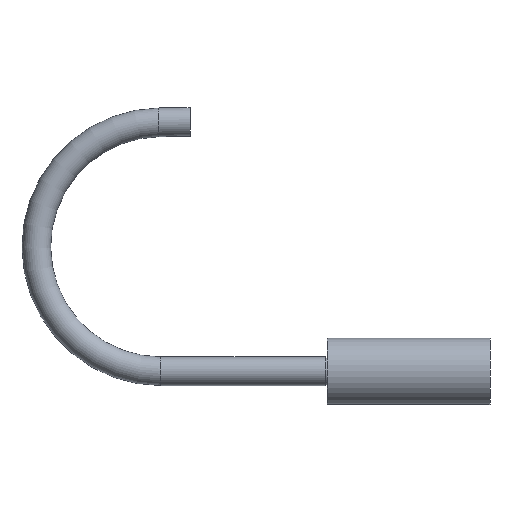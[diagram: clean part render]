
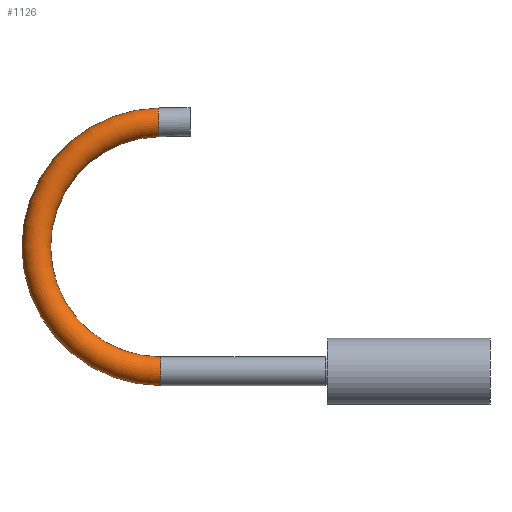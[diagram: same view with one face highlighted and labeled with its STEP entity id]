
A CAD part, left-side view. The second image highlights one B-rep face of the part: STEP entity #1126.
In plain terms, the highlighted toroidal (fillet/blend) face has major radius 82.5 mm and minor radius 9.5 mm.
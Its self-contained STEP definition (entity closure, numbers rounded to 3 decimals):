
#92 = CIRCLE ( 'NONE', #1570, 73. ) ;
#117 = CARTESIAN_POINT ( 'NONE',  ( 0., 109., 82.5 ) ) ;
#185 = CARTESIAN_POINT ( 'NONE',  ( 0., 109., 82.5 ) ) ;
#191 = DIRECTION ( 'NONE',  ( 0., 1., 0. ) ) ;
#287 = CIRCLE ( 'NONE', #2115, 9.5 ) ;
#331 = VERTEX_POINT ( 'NONE', #1838 ) ;
#347 = CARTESIAN_POINT ( 'NONE',  ( 0., 110.606, 174.486 ) ) ;
#393 = ORIENTED_EDGE ( 'NONE', *, *, #979, .F. ) ;
#486 = DIRECTION ( 'NONE',  ( 0., -1., 0.017 ) ) ;
#532 = VERTEX_POINT ( 'NONE', #347 ) ;
#537 = CIRCLE ( 'NONE', #1381, 9.5 ) ;
#554 = CIRCLE ( 'NONE', #1019, 92. ) ;
#565 = CARTESIAN_POINT ( 'NONE',  ( 0., 109., 82.5 ) ) ;
#651 = DIRECTION ( 'NONE',  ( 0., 0., -1. ) ) ;
#691 = EDGE_LOOP ( 'NONE', ( #393, #1085, #1444, #1574 ) ) ;
#725 = DIRECTION ( 'NONE',  ( 0., 0., -1. ) ) ;
#804 = DIRECTION ( 'NONE',  ( 1., 0., 0. ) ) ;
#969 = VERTEX_POINT ( 'NONE', #1824 ) ;
#978 = DIRECTION ( 'NONE',  ( 1., 0., 0. ) ) ;
#979 = EDGE_CURVE ( 'NONE', #969, #532, #554, .T. ) ;
#1019 = AXIS2_PLACEMENT_3D ( 'NONE', #565, #1857, #725 ) ;
#1085 = ORIENTED_EDGE ( 'NONE', *, *, #1463, .T. ) ;
#1126 = ADVANCED_FACE ( 'NONE', ( #1898 ), #1552, .T. ) ;
#1132 = CARTESIAN_POINT ( 'NONE',  ( 0., 110.274, 155.489 ) ) ;
#1147 = EDGE_CURVE ( 'NONE', #331, #1156, #92, .T. ) ;
#1156 = VERTEX_POINT ( 'NONE', #1132 ) ;
#1164 = DIRECTION ( 'NONE',  ( 0., 0., 1. ) ) ;
#1336 = CARTESIAN_POINT ( 'NONE',  ( 0., 109., 0. ) ) ;
#1381 = AXIS2_PLACEMENT_3D ( 'NONE', #1336, #191, #1164 ) ;
#1444 = ORIENTED_EDGE ( 'NONE', *, *, #1147, .T. ) ;
#1449 = DIRECTION ( 'NONE',  ( 0., -0.017, -1. ) ) ;
#1463 = EDGE_CURVE ( 'NONE', #969, #331, #537, .T. ) ;
#1552 = TOROIDAL_SURFACE ( 'NONE', #1680, 82.5, 9.5 ) ;
#1570 = AXIS2_PLACEMENT_3D ( 'NONE', #185, #978, #1952 ) ;
#1574 = ORIENTED_EDGE ( 'NONE', *, *, #1961, .F. ) ;
#1609 = CARTESIAN_POINT ( 'NONE',  ( 0., 110.44, 164.987 ) ) ;
#1680 = AXIS2_PLACEMENT_3D ( 'NONE', #117, #804, #651 ) ;
#1824 = CARTESIAN_POINT ( 'NONE',  ( 0., 109., -9.5 ) ) ;
#1838 = CARTESIAN_POINT ( 'NONE',  ( 0., 109., 9.5 ) ) ;
#1857 = DIRECTION ( 'NONE',  ( 1., 0., 0. ) ) ;
#1898 = FACE_OUTER_BOUND ( 'NONE', #691, .T. ) ;
#1952 = DIRECTION ( 'NONE',  ( 0., 0., -1. ) ) ;
#1961 = EDGE_CURVE ( 'NONE', #532, #1156, #287, .T. ) ;
#2115 = AXIS2_PLACEMENT_3D ( 'NONE', #1609, #486, #1449 ) ;
